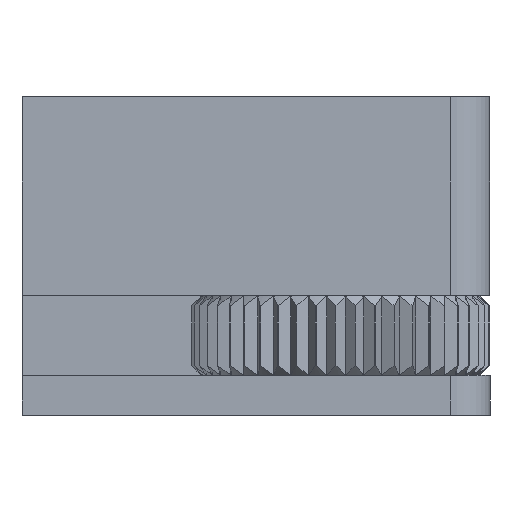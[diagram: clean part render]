
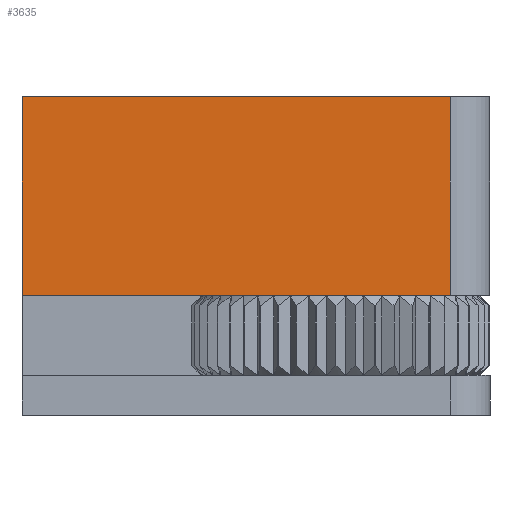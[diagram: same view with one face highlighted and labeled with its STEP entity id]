
A CAD part, left-side view. The second image highlights one B-rep face of the part: STEP entity #3635.
In plain terms, the highlighted planar face has unit normal (-1, 0, 0).
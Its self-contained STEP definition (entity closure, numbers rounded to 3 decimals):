
#326=LINE('',#5598,#502);
#330=LINE('',#5609,#506);
#334=LINE('',#5621,#510);
#342=LINE('',#5648,#518);
#502=VECTOR('',#4478,10.);
#506=VECTOR('',#4486,10.);
#510=VECTOR('',#4496,10.);
#518=VECTOR('',#4522,10.);
#732=FACE_OUTER_BOUND('',#999,.T.);
#999=EDGE_LOOP('',(#2399,#2400,#2401,#2402));
#1464=VERTEX_POINT('',#5583);
#1471=VERTEX_POINT('',#5596);
#1476=VERTEX_POINT('',#5608);
#1481=VERTEX_POINT('',#5620);
#1792=EDGE_CURVE('',#1471,#1464,#326,.T.);
#1797=EDGE_CURVE('',#1464,#1476,#330,.T.);
#1803=EDGE_CURVE('',#1471,#1481,#334,.T.);
#1817=EDGE_CURVE('',#1476,#1481,#342,.T.);
#2399=ORIENTED_EDGE('',*,*,#1797,.F.);
#2400=ORIENTED_EDGE('',*,*,#1792,.F.);
#2401=ORIENTED_EDGE('',*,*,#1803,.T.);
#2402=ORIENTED_EDGE('',*,*,#1817,.F.);
#3500=PLANE('',#3997);
#3635=ADVANCED_FACE('',(#732),#3500,.T.);
#3997=AXIS2_PLACEMENT_3D('',#5647,#4520,#4521);
#4478=DIRECTION('',(0.,1.,0.));
#4486=DIRECTION('',(0.,0.,1.));
#4496=DIRECTION('',(0.,0.,1.));
#4520=DIRECTION('center_axis',(-1.,0.,0.));
#4521=DIRECTION('ref_axis',(0.,0.,
1.));
#4522=DIRECTION('',(0.,-1.,0.));
#5583=CARTESIAN_POINT('',(-17.,8.,-8.));
#5596=CARTESIAN_POINT('',(-17.,-1.98,-8.));
#5598=CARTESIAN_POINT('',(-17.,-8.,-8.));
#5608=CARTESIAN_POINT('',(-17.,8.,13.5));
#5609=CARTESIAN_POINT('',(-17.,8.,15.5));
#5620=CARTESIAN_POINT('',(-17.,-1.98,13.5));
#5621=CARTESIAN_POINT('',(-17.,-1.98,-2.125));
#5647=CARTESIAN_POINT('Origin',(-17.,-8.,-8.));
#5648=CARTESIAN_POINT('',(-17.,-8.,13.5));
